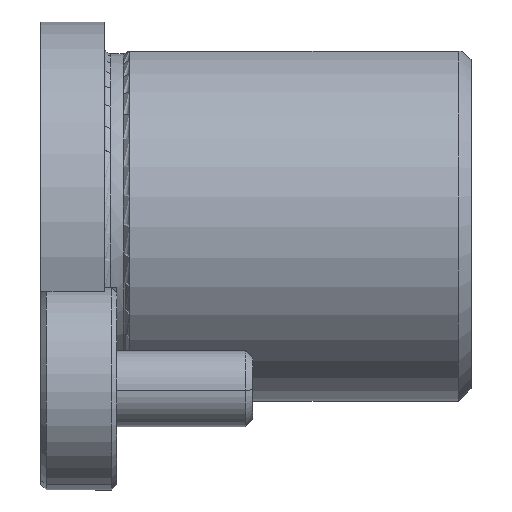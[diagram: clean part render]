
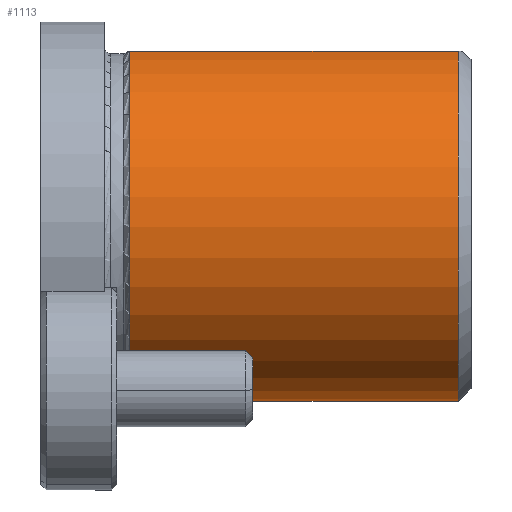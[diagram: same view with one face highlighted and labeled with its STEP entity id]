
A CAD part, left-side view. The second image highlights one B-rep face of the part: STEP entity #1113.
In plain terms, the highlighted cylindrical face has radius 14 mm (diameter 28 mm), a partial arc.
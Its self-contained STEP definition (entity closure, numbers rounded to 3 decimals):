
#22 = CIRCLE ( 'NONE', #1428, 14. ) ;
#46 = ORIENTED_EDGE ( 'NONE', *, *, #1355, .F. ) ;
#69 = ORIENTED_EDGE ( 'NONE', *, *, #182, .T. ) ;
#78 = AXIS2_PLACEMENT_3D ( 'NONE', #1639, #433, #98 ) ;
#98 = DIRECTION ( 'NONE',  ( 0., 0., -1. ) ) ;
#181 = CARTESIAN_POINT ( 'NONE',  ( -2.883, -28., 13.7 ) ) ;
#182 = EDGE_CURVE ( 'NONE', #1302, #688, #1506, .T. ) ;
#344 = ORIENTED_EDGE ( 'NONE', *, *, #997, .T. ) ;
#352 = DIRECTION ( 'NONE',  ( 0., 1., 0. ) ) ;
#403 = CARTESIAN_POINT ( 'NONE',  ( -2.883, -2., 13.7 ) ) ;
#405 = LINE ( 'NONE', #1367, #2067 ) ;
#433 = DIRECTION ( 'NONE',  ( 0., 1., 0. ) ) ;
#508 = EDGE_LOOP ( 'NONE', ( #344, #1592, #46, #69, #1418, #1067 ) ) ;
#561 = CARTESIAN_POINT ( 'NONE',  ( 0., -28., -14. ) ) ;
#658 = CARTESIAN_POINT ( 'NONE',  ( 2.883, -28., 13.7 ) ) ;
#688 = VERTEX_POINT ( 'NONE', #2188 ) ;
#701 = DIRECTION ( 'NONE',  ( 0., 1., 0. ) ) ;
#710 = VECTOR ( 'NONE', #1605, 1000. ) ;
#711 = DIRECTION ( 'NONE',  ( 0., 0., -1. ) ) ;
#775 = FACE_OUTER_BOUND ( 'NONE', #508, .T. ) ;
#822 = EDGE_CURVE ( 'NONE', #2031, #1096, #405, .T. ) ;
#989 = DIRECTION ( 'NONE',  ( 0., 1., 0. ) ) ;
#997 = EDGE_CURVE ( 'NONE', #2031, #1818, #22, .T. ) ;
#1067 = ORIENTED_EDGE ( 'NONE', *, *, #822, .F. ) ;
#1090 = DIRECTION ( 'NONE',  ( 0., -1., 0. ) ) ;
#1091 = CIRCLE ( 'NONE', #78, 14. ) ;
#1096 = VERTEX_POINT ( 'NONE', #1681 ) ;
#1113 = ADVANCED_FACE ( 'NONE', ( #775 ), #1285, .T. ) ;
#1127 = AXIS2_PLACEMENT_3D ( 'NONE', #1694, #989, #2176 ) ;
#1241 = CARTESIAN_POINT ( 'NONE',  ( -2.883, -29., 13.7 ) ) ;
#1263 = VERTEX_POINT ( 'NONE', #181 ) ;
#1285 = CYLINDRICAL_SURFACE ( 'NONE', #1127, 14. ) ;
#1295 = CARTESIAN_POINT ( 'NONE',  ( 0., -2., 0. ) ) ;
#1302 = VERTEX_POINT ( 'NONE', #403 ) ;
#1355 = EDGE_CURVE ( 'NONE', #1302, #1263, #1549, .T. ) ;
#1367 = CARTESIAN_POINT ( 'NONE',  ( 2.883, -29., 13.7 ) ) ;
#1370 = EDGE_CURVE ( 'NONE', #688, #1096, #1974, .T. ) ;
#1418 = ORIENTED_EDGE ( 'NONE', *, *, #1370, .T. ) ;
#1428 = AXIS2_PLACEMENT_3D ( 'NONE', #2070, #701, #711 ) ;
#1444 = EDGE_CURVE ( 'NONE', #1818, #1263, #1091, .T. ) ;
#1504 = AXIS2_PLACEMENT_3D ( 'NONE', #2110, #1090, #2101 ) ;
#1506 = CIRCLE ( 'NONE', #1608, 14. ) ;
#1549 = LINE ( 'NONE', #1241, #710 ) ;
#1592 = ORIENTED_EDGE ( 'NONE', *, *, #1444, .T. ) ;
#1605 = DIRECTION ( 'NONE',  ( 0., -1., 0. ) ) ;
#1608 = AXIS2_PLACEMENT_3D ( 'NONE', #1295, #2169, #1811 ) ;
#1639 = CARTESIAN_POINT ( 'NONE',  ( 0., -28., 0. ) ) ;
#1681 = CARTESIAN_POINT ( 'NONE',  ( 2.883, -2., 13.7 ) ) ;
#1694 = CARTESIAN_POINT ( 'NONE',  ( 0., -29., 0. ) ) ;
#1811 = DIRECTION ( 'NONE',  ( 0., 0., -1. ) ) ;
#1818 = VERTEX_POINT ( 'NONE', #561 ) ;
#1974 = CIRCLE ( 'NONE', #1504, 14. ) ;
#2031 = VERTEX_POINT ( 'NONE', #658 ) ;
#2067 = VECTOR ( 'NONE', #352, 1000. ) ;
#2070 = CARTESIAN_POINT ( 'NONE',  ( 0., -28., 0. ) ) ;
#2101 = DIRECTION ( 'NONE',  ( 0., 0., -1. ) ) ;
#2110 = CARTESIAN_POINT ( 'NONE',  ( 0., -2., 0. ) ) ;
#2169 = DIRECTION ( 'NONE',  ( 0., -1., 0. ) ) ;
#2176 = DIRECTION ( 'NONE',  ( 0., 0., 1. ) ) ;
#2188 = CARTESIAN_POINT ( 'NONE',  ( 0., -2., -14. ) ) ;
